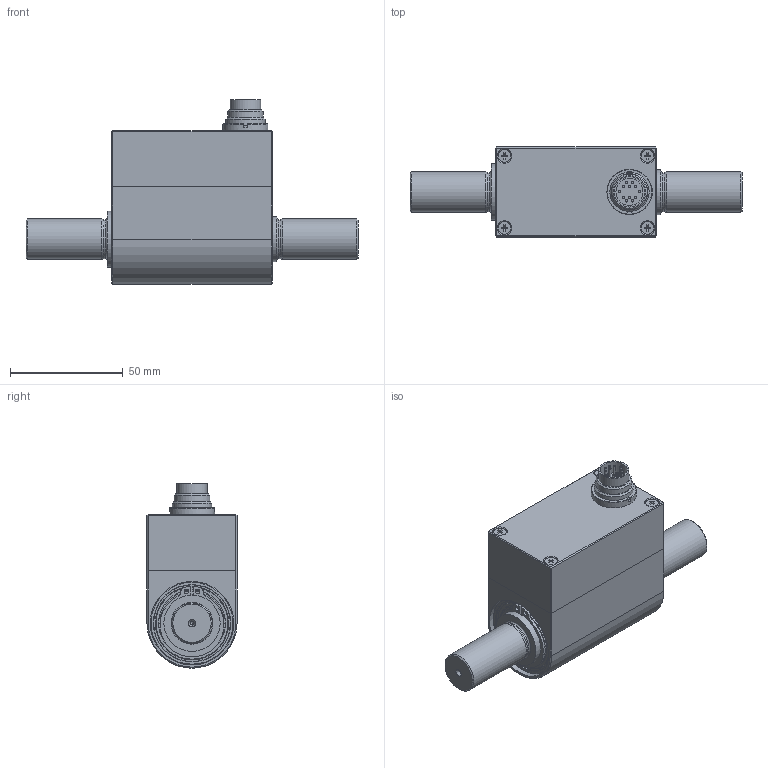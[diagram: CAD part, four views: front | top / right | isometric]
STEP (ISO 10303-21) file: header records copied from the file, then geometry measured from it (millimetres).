
FILE_DESCRIPTION( ( 'Unknown' ), '1' );
FILE_NAME( 'Dr2208-50_5-100_10Nm.stp', 'Unknown', ( 'Unknown' ), ( 'Unknown' ), 'PSStep 17.0.49', 'Unknown', ' ' );
FILE_SCHEMA( ( 'AUTOMOTIVE_DESIGN { 1 0 10303 214 1 1 1 1 }' ) );
Length unit declared in the file: millimetre
Products named in the file (28): 2155-b03_doc-00037909; 2155-002_doc-00037341; Sicherungsring DIN 472-32x1,2-T1; INA-20x32x7-61804 2RS; 2318-B01_Gehäusedeckel_DOC-00070626; 2318-001_DOC-00070613; Zylinderstift ISO 8734-2x6-B; Zylinderstift ISO 8734-2x6-B-oa0; Senkschraube DIN 965-M3x30-H; Senkschraube DIN 965-M3x30-H-oa1; Senkschraube DIN 965-M3x30-H-oa2; Senkschraube DIN 965-M3x30-H-oa3; 2320-B01_DOC-00072729; 2177-001_doc-00046203; ina-25x37x7-61805 2z; sicherungsring din 471-25x1,2-t1; sicherungsring din 471-20x1,2-t1; Assem1; flanschstecker 12-polig serie 723; mutter_09-0323-89-06_DOC-00067592
Assembly tree (27 placements, depth 3):
  Assem1
    flanschstecker 12-polig serie 723
    mutter_09-0323-89-06_DOC-00067592
    2320-B01_DOC-00072729
      2177-001_doc-00046203
      ina-25x37x7-61805 2z
      ina-25x37x7-61805 2z
      ina-25x37x7-61805 2z
      ina-25x37x7-61805 2z
      ina-25x37x7-61805 2z
      sicherungsring din 471-25x1,2-t1
      sicherungsring din 471-20x1,2-t1
    2155-b03_doc-00037909
      2155-002_doc-00037341
      Sicherungsring DIN 472-32x1,2-T1
      INA-20x32x7-61804 2RS
      INA-20x32x7-61804 2RS
      INA-20x32x7-61804 2RS
      INA-20x32x7-61804 2RS
      INA-20x32x7-61804 2RS
    2318-B01_Gehäusedeckel_DOC-00070626
      2318-001_DOC-00070613
      Zylinderstift ISO 8734-2x6-B
      Zylinderstift ISO 8734-2x6-B-oa0
      Senkschraube DIN 965-M3x30-H
      Senkschraube DIN 965-M3x30-H-oa1
      Senkschraube DIN 965-M3x30-H-oa2
      Senkschraube DIN 965-M3x30-H-oa3
Bounding box: 147.5 x 40 x 81.95 mm (x, y, z)
Volume: 116274.4 mm3; surface area: 65701.7 mm2
Topology: 24 solids, 26 shells, 453 faces, 1004 edges, 654 vertices
Faces by surface type: plane 205, cylinder 169, cone 55, torus 22, bspline 2
Full cylindrical faces by diameter (mm): 1 x24, 1.6 x2, 2 x8, 2.2 x2, 2.387 x4, 2.459 x5, 2.5 x2, 3 x4, 3.242 x4, 3.4 x4, 5.6 x4, 12 x1, 13.5 x1, 15 x1, 15.875 x1, 17.188 x1, 17.4 x2, 17.462 x1, 17.8 x1, 18 x2, 19 x1, 20 x5, 22 x1, 23.9 x1, 24.031 x2, 25 x3, 28.5 x2, 29.02 x4, 29.48 x2, 29.5 x2
Entity records: 15236 total; most frequent: DIRECTION 2090, CARTESIAN_POINT 1885, ORIENTED_EDGE 1472, AXIS2_PLACEMENT_3D 876, EDGE_LOOP 738, EDGE_CURVE 736, VERTEX_POINT 599, FACE_OUTER_BOUND 584
